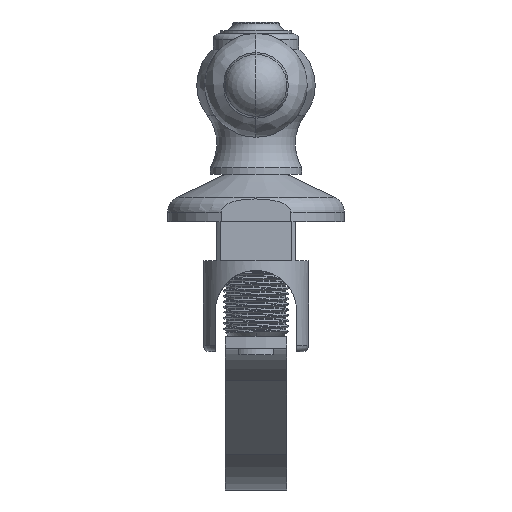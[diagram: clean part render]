
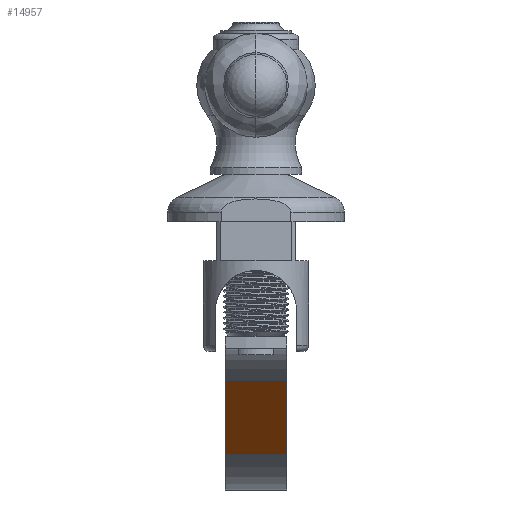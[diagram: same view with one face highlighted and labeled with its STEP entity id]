
A CAD part, left-side view. The second image highlights one B-rep face of the part: STEP entity #14957.
In plain terms, the highlighted planar face has unit normal (-0.663, 0, -0.749).
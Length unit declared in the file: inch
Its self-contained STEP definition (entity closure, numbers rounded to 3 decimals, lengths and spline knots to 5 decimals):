
#13902=DIRECTION('',(-0.748,0.,0.663));
#13903=VECTOR('',#13902,0.85084);
#13904=CARTESIAN_POINT('',(4.27712,-0.236,-1.78831));
#13905=LINE('',#13904,#13903);
#14163=DIRECTION('',(0.,-1.,0.));
#14164=VECTOR('',#14163,0.472);
#14165=CARTESIAN_POINT('',(3.64031,0.236,-1.22405));
#14166=LINE('',#14165,#14164);
#14172=DIRECTION('',(0.,-1.,0.));
#14173=VECTOR('',#14172,0.472);
#14174=CARTESIAN_POINT('',(4.27712,0.236,-1.78831));
#14175=LINE('',#14174,#14173);
#14176=DIRECTION('',(-0.748,0.,0.663));
#14177=VECTOR('',#14176,0.85084);
#14178=CARTESIAN_POINT('',(4.27712,0.236,-1.78831));
#14179=LINE('',#14178,#14177);
#14414=CARTESIAN_POINT('',(4.27712,0.236,-1.78831));
#14415=CARTESIAN_POINT('',(4.27712,-0.236,-1.78831));
#14416=VERTEX_POINT('',#14414);
#14417=VERTEX_POINT('',#14415);
#14422=CARTESIAN_POINT('',(3.64031,0.236,-1.22405));
#14423=CARTESIAN_POINT('',(3.64031,-0.236,-1.22405));
#14424=VERTEX_POINT('',#14422);
#14425=VERTEX_POINT('',#14423);
#14945=CARTESIAN_POINT('',(4.27712,0.236,-1.78831));
#14946=DIRECTION('',(-0.663,0.,-0.748));
#14947=DIRECTION('',(0.,-1.,0.));
#14948=AXIS2_PLACEMENT_3D('',#14945,#14946,#14947);
#14949=PLANE('',#14948);
#14951=ORIENTED_EDGE('',*,*,#14950,.F.);
#14952=ORIENTED_EDGE('',*,*,#14826,.T.);
#14953=ORIENTED_EDGE('',*,*,#14937,.T.);
#14954=ORIENTED_EDGE('',*,*,#14589,.F.);
#14955=EDGE_LOOP('',(#14951,#14952,#14953,#14954));
#14956=FACE_OUTER_BOUND('',#14955,.F.);
#14957=ADVANCED_FACE('',(#14956),#14949,.T.);
#14589=EDGE_CURVE('',#14417,#14425,#13905,.T.);
#14826=EDGE_CURVE('',#14416,#14424,#14179,.T.);
#14937=EDGE_CURVE('',#14424,#14425,#14166,.T.);
#14950=EDGE_CURVE('',#14416,#14417,#14175,.T.);
